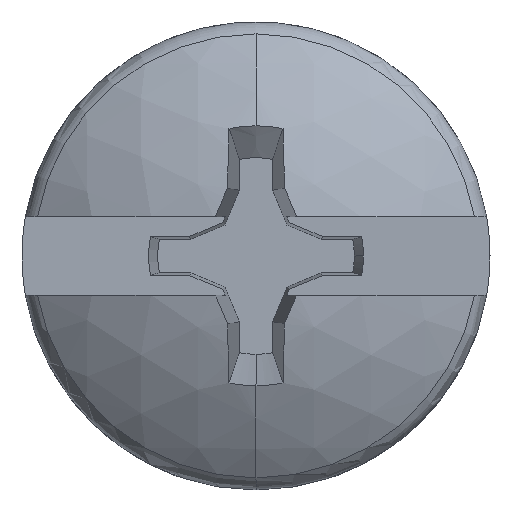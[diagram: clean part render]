
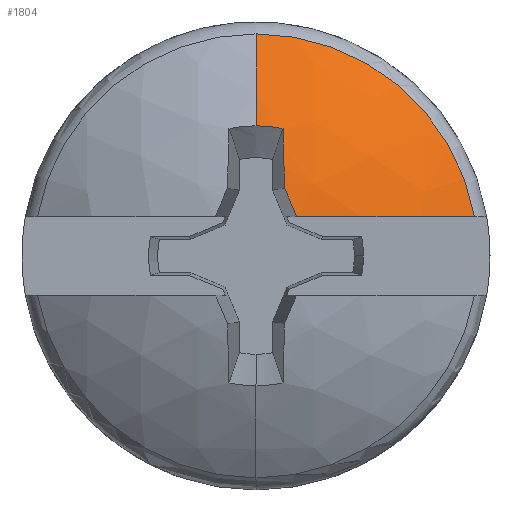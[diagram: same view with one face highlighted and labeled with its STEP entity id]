
A CAD part, top view. The second image highlights one B-rep face of the part: STEP entity #1804.
In plain terms, the highlighted spherical face has radius 6.455 mm.
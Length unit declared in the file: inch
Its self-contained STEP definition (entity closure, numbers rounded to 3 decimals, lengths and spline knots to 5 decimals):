
#129 = EDGE_LOOP ( 'NONE', ( #3641, #3639, #3640, #3638, #3637, #3636, #3819 ) ) ;
#366 = AXIS2_PLACEMENT_3D ( 'NONE', #5583, #5586, #5588 ) ;
#468 = CIRCLE ( 'NONE', #613, 0.25415 ) ;
#478 = AXIS2_PLACEMENT_3D ( 'NONE', #1469, #1468, #1467 ) ;
#509 = AXIS2_PLACEMENT_3D ( 'NONE', #1477, #1476, #1475 ) ;
#517 = CIRCLE ( 'NONE', #509, 0.25376 ) ;
#532 = CIRCLE ( 'NONE', #565, 0.25376 ) ;
#565 = AXIS2_PLACEMENT_3D ( 'NONE', #1554, #1553, #1552 ) ;
#572 = CIRCLE ( 'NONE', #478, 0.0894 ) ;
#575 = CIRCLE ( 'NONE', #667, 0.15274 ) ;
#613 = AXIS2_PLACEMENT_3D ( 'NONE', #5437, #5438, #5440 ) ;
#615 = CIRCLE ( 'NONE', #366, 0.25414 ) ;
#618 = CIRCLE ( 'NONE', #678, 0.25271 ) ;
#660 = AXIS2_PLACEMENT_3D ( 'NONE', #4987, #4986, #4985 ) ;
#667 = AXIS2_PLACEMENT_3D ( 'NONE', #5625, #4941, #4794 ) ;
#678 = AXIS2_PLACEMENT_3D ( 'NONE', #1604, #1603, #1602 ) ;
#1467 = DIRECTION ( 'NONE',  ( -1., 0., 0. ) ) ;
#1468 = DIRECTION ( 'NONE',  ( 0., 0., 1. ) ) ;
#1469 = CARTESIAN_POINT ( 'NONE',  ( 0., 0., 0.47376 ) ) ;
#1475 = DIRECTION ( 'NONE',  ( 0.383, -0.924, 0. ) ) ;
#1476 = DIRECTION ( 'NONE',  ( -0.92, -0.381, 0.087 ) ) ;
#1477 = CARTESIAN_POINT ( 'NONE',  ( 0.013, 0.00539, 0.23462 ) ) ;
#1552 = DIRECTION ( 'NONE',  ( 0.924, -0.383, 0. ) ) ;
#1553 = DIRECTION ( 'NONE',  ( -0.381, -0.92, 0.087 ) ) ;
#1554 = CARTESIAN_POINT ( 'NONE',  ( 0.00539, 0.013, 0.23462 ) ) ;
#1602 = DIRECTION ( 'NONE',  ( 0., 0., -1. ) ) ;
#1603 = DIRECTION ( 'NONE',  ( 0., 1., 0. ) ) ;
#1604 = CARTESIAN_POINT ( 'NONE',  ( 0., 0.027, 0.23585 ) ) ;
#1804 = ADVANCED_FACE ( 'NONE', ( #4405 ), #4378, .T. ) ;
#2670 = EDGE_CURVE ( 'NONE', #3688, #3694, #468, .T. ) ;
#2712 = EDGE_CURVE ( 'NONE', #4172, #3692, #615, .T. ) ;
#2725 = EDGE_CURVE ( 'NONE', #3698, #3688, #575, .T. ) ;
#2831 = EDGE_CURVE ( 'NONE', #3690, #3698, #618, .T. ) ;
#2885 = EDGE_CURVE ( 'NONE', #3690, #4175, #532, .T. ) ;
#2949 = EDGE_CURVE ( 'NONE', #4175, #4172, #517, .T. ) ;
#2955 = EDGE_CURVE ( 'NONE', #3692, #3694, #572, .T. ) ;
#3636 = ORIENTED_EDGE ( 'NONE', *, *, #2885, .F. ) ;
#3637 = ORIENTED_EDGE ( 'NONE', *, *, #2949, .F. ) ;
#3638 = ORIENTED_EDGE ( 'NONE', *, *, #2712, .F. ) ;
#3639 = ORIENTED_EDGE ( 'NONE', *, *, #2670, .T. ) ;
#3640 = ORIENTED_EDGE ( 'NONE', *, *, #2955, .F. ) ;
#3641 = ORIENTED_EDGE ( 'NONE', *, *, #2725, .T. ) ;
#3688 = VERTEX_POINT ( 'NONE', #5827 ) ;
#3690 = VERTEX_POINT ( 'NONE', #5838 ) ;
#3692 = VERTEX_POINT ( 'NONE', #5826 ) ;
#3694 = VERTEX_POINT ( 'NONE', #5825 ) ;
#3698 = VERTEX_POINT ( 'NONE', #5723 ) ;
#3819 = ORIENTED_EDGE ( 'NONE', *, *, #2831, .T. ) ;
#4172 = VERTEX_POINT ( 'NONE', #5933 ) ;
#4175 = VERTEX_POINT ( 'NONE', #5934 ) ;
#4378 = SPHERICAL_SURFACE ( 'NONE', #660, 0.25415 ) ;
#4405 = FACE_OUTER_BOUND ( 'NONE', #129, .T. ) ;
#4794 = DIRECTION ( 'NONE',  ( 0., -1., 0. ) ) ;
#4941 = DIRECTION ( 'NONE',  ( 0., 0., 1. ) ) ;
#4985 = DIRECTION ( 'NONE',  ( 0., 1., 0. ) ) ;
#4986 = DIRECTION ( 'NONE',  ( -1., 0., 0. ) ) ;
#4987 = CARTESIAN_POINT ( 'NONE',  ( 0., 0., 0.23585 ) ) ;
#5437 = CARTESIAN_POINT ( 'NONE',  ( 0., 0., 0.23585 ) ) ;
#5438 = DIRECTION ( 'NONE',  ( 1., 0., 0. ) ) ;
#5440 = DIRECTION ( 'NONE',  ( 0., 0., -1. ) ) ;
#5583 = CARTESIAN_POINT ( 'NONE',  ( -0.00222, 0., 0.23604 ) ) ;
#5586 = DIRECTION ( 'NONE',  ( -0.996, 0., 0.087 ) ) ;
#5588 = DIRECTION ( 'NONE',  ( 0.087, 0., 0.996 ) ) ;
#5625 = CARTESIAN_POINT ( 'NONE',  ( 0., 0., 0.43898 ) ) ;
#5723 = CARTESIAN_POINT ( 'NONE',  ( 0.15034, 0.027, 0.43898 ) ) ;
#5825 = CARTESIAN_POINT ( 'NONE',  ( 0., 0.0894, 0.47376 ) ) ;
#5826 = CARTESIAN_POINT ( 'NONE',  ( 0.01858, 0.08745, 0.47376 ) ) ;
#5827 = CARTESIAN_POINT ( 'NONE',  ( 0., 0.15274, 0.43898 ) ) ;
#5838 = CARTESIAN_POINT ( 'NONE',  ( 0.02926, 0.027, 0.48686 ) ) ;
#5933 = CARTESIAN_POINT ( 'NONE',  ( 0.01955, 0.04679, 0.48489 ) ) ;
#5934 = CARTESIAN_POINT ( 'NONE',  ( 0.02767, 0.02767, 0.48697 ) ) ;
